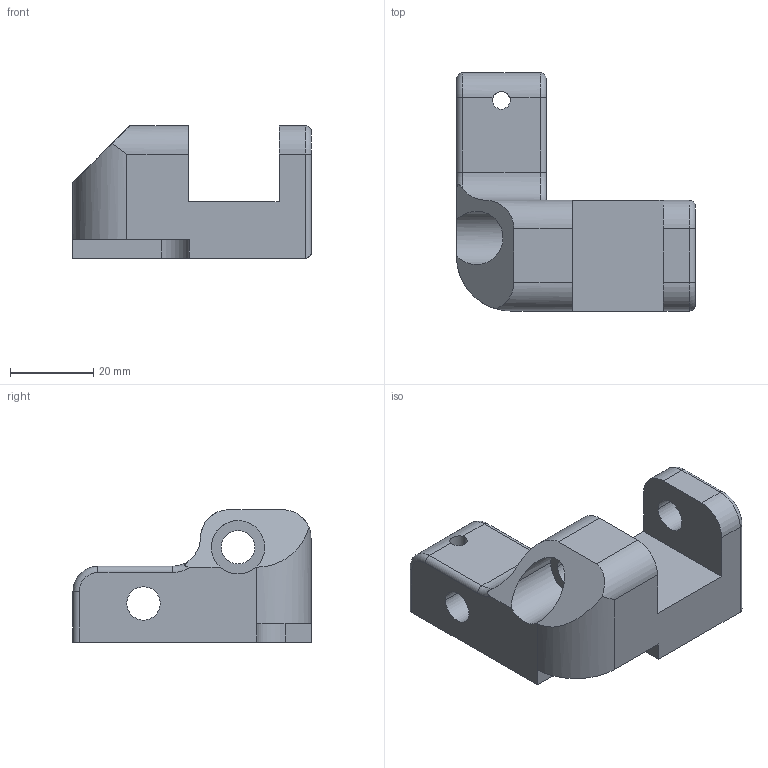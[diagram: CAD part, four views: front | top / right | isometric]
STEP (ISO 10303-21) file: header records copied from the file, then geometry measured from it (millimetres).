
FILE_DESCRIPTION (( 'STEP AP214' ), '1' );
FILE_NAME ('Repose pied gauche.STEP', '2019-08-11T15:52:18', ( '' ), ( '' ), 'SwSTEP 2.0', 'SolidWorks 2010', '' );
FILE_SCHEMA (( 'AUTOMOTIVE_DESIGN' ));
Length unit declared in the file: millimetre
Products named in the file (1): Repose pied gauche
Bounding box: 57.2 x 57.05 x 31.75 mm (x, y, z)
Volume: 39585.8 mm3; surface area: 11073.2 mm2
Topology: 1 solids, 1 shells, 52 faces, 139 edges, 88 vertices
Faces by surface type: cylinder 27, plane 18, torus 7
Entity records: 1735 total; most frequent: CARTESIAN_POINT 372, DIRECTION 288, ORIENTED_EDGE 278, EDGE_CURVE 139, AXIS2_PLACEMENT_3D 109, VERTEX_POINT 88, LINE 70, VECTOR 70
